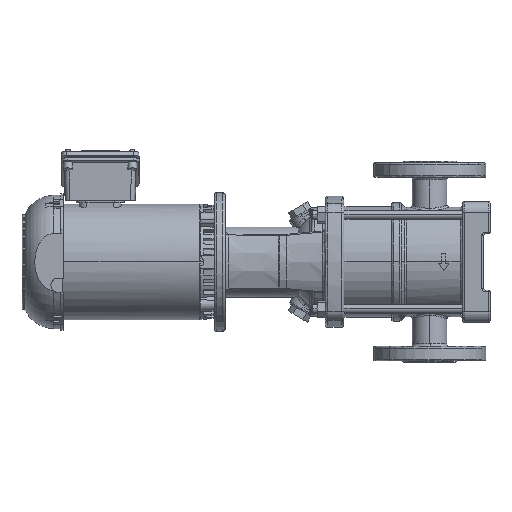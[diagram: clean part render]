
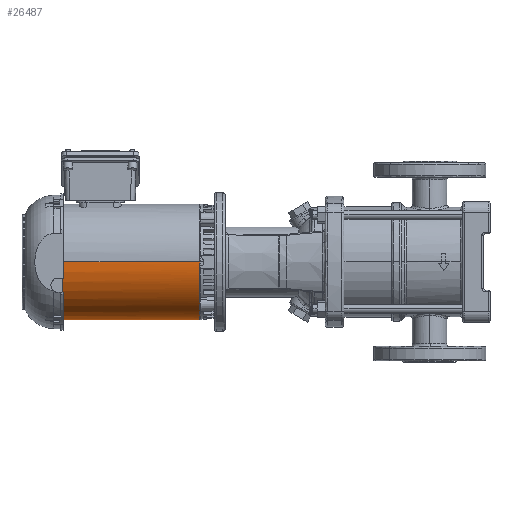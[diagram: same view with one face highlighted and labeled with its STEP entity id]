
A CAD part, left-side view. The second image highlights one B-rep face of the part: STEP entity #26487.
In plain terms, the highlighted cylindrical face has radius 71.875 mm (diameter 143.75 mm), a partial arc.
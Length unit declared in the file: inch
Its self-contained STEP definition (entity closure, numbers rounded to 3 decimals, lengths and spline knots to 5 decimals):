
#5094 = ORIENTED_EDGE ( 'NONE', *, *, #26402, .F. ) ;
#7213 = CARTESIAN_POINT ( 'NONE',  ( 0., -2.82972, 0. ) ) ;
#9078 = CARTESIAN_POINT ( 'NONE',  ( -6.69291, 0., -2.82972 ) ) ;
#11736 = FACE_OUTER_BOUND ( 'NONE', #91636, .T. ) ;
#11887 = DIRECTION ( 'NONE',  ( -1., 0., 0. ) ) ;
#16736 = CARTESIAN_POINT ( 'NONE',  ( -6.69291, 0., 0. ) ) ;
#17558 = CARTESIAN_POINT ( 'NONE',  ( 18.78276, 0., -2.82972 ) ) ;
#24334 = CIRCLE ( 'NONE', #40217, 2.82972 ) ;
#24996 = LINE ( 'NONE', #17558, #37605 ) ;
#26402 = EDGE_CURVE ( 'NONE', #67237, #41506, #44087, .T. ) ;
#26465 = VECTOR ( 'NONE', #11887, 39.37008 ) ;
#26487 = ADVANCED_FACE ( 'NONE', ( #11736 ), #72287, .T. ) ;
#27108 = DIRECTION ( 'NONE',  ( 0., 0., 1. ) ) ;
#29811 = DIRECTION ( 'NONE',  ( 0., 0., 1. ) ) ;
#34574 = AXIS2_PLACEMENT_3D ( 'NONE', #16736, #63360, #47012 ) ;
#35226 = VERTEX_POINT ( 'NONE', #7213 ) ;
#37605 = VECTOR ( 'NONE', #69693, 39.37008 ) ;
#40217 = AXIS2_PLACEMENT_3D ( 'NONE', #61072, #60084, #29811 ) ;
#41506 = VERTEX_POINT ( 'NONE', #89108 ) ;
#42021 = CARTESIAN_POINT ( 'NONE',  ( 18.78276, 0., 0. ) ) ;
#42343 = ORIENTED_EDGE ( 'NONE', *, *, #88140, .T. ) ;
#44087 = CIRCLE ( 'NONE', #34574, 2.82972 ) ;
#47012 = DIRECTION ( 'NONE',  ( 0., 0., 1. ) ) ;
#49162 = VERTEX_POINT ( 'NONE', #53301 ) ;
#53301 = CARTESIAN_POINT ( 'NONE',  ( 0., 0., -2.82972 ) ) ;
#57354 = EDGE_CURVE ( 'NONE', #49162, #67237, #24996, .T. ) ;
#57544 = LINE ( 'NONE', #86846, #26465 ) ;
#60084 = DIRECTION ( 'NONE',  ( -1., 0., 0. ) ) ;
#61072 = CARTESIAN_POINT ( 'NONE',  ( 0., 0., 0. ) ) ;
#61511 = ORIENTED_EDGE ( 'NONE', *, *, #57354, .F. ) ;
#63360 = DIRECTION ( 'NONE',  ( -1., 0., 0. ) ) ;
#67237 = VERTEX_POINT ( 'NONE', #9078 ) ;
#69693 = DIRECTION ( 'NONE',  ( -1., 0., 0. ) ) ;
#72287 = CYLINDRICAL_SURFACE ( 'NONE', #78936, 2.82972 ) ;
#78196 = ORIENTED_EDGE ( 'NONE', *, *, #94963, .T. ) ;
#78936 = AXIS2_PLACEMENT_3D ( 'NONE', #42021, #86185, #27108 ) ;
#86185 = DIRECTION ( 'NONE',  ( -1., 0., 0. ) ) ;
#86846 = CARTESIAN_POINT ( 'NONE',  ( 18.78276, -2.82972, 0. ) ) ;
#88140 = EDGE_CURVE ( 'NONE', #49162, #35226, #24334, .T. ) ;
#89108 = CARTESIAN_POINT ( 'NONE',  ( -6.69291, -2.82972, 0. ) ) ;
#91636 = EDGE_LOOP ( 'NONE', ( #61511, #42343, #78196, #5094 ) ) ;
#94963 = EDGE_CURVE ( 'NONE', #35226, #41506, #57544, .T. ) ;
